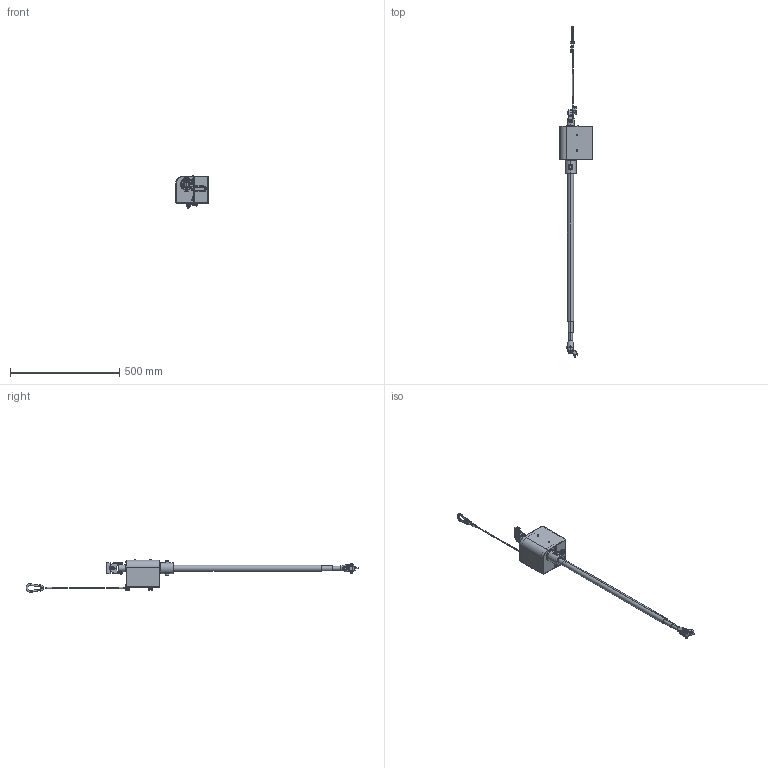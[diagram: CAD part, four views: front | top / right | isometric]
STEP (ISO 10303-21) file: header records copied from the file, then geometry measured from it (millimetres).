
FILE_DESCRIPTION((''),'2;1');
FILE_NAME('4390151675_ASM','2018-11-01T12:27:11',('INEEXTrab'),(''),'CREO PARAMETRIC BY PTC INC, 2018100','CREO PARAMETRIC BY PTC INC, 2018100','');
FILE_SCHEMA(('CONFIG_CONTROL_DESIGN'));
Products named in the file (45): 4390208510; 4390208520; 0211124700; 4390208536_ASM; 4390208527; 4390208529; 4390207629; 4390208528; 0215001105; 4390208530; 4390208502_ASM; 4390207603; 4390151401; 4390151003; 4390151404; 0196155291; 4390208531_ASM; 4390208515; TIMBLE; 1-1-SOLID1; 2-1-SOLID1; 4390207914_ASM; 4390208517_ASM; 4390207910; 0216132500; 4390208518_ASM; 4390151606; 4390208551_ASM; 4390151607_AF0; 4390208566_ASM; 4390151608_AF0; 4390208556_ASM; 4390151413; 4390151414; 0301232100; 0291110800; 0108119800; 4390208546_ASM; 4390208070; 4390208561 ...
Assembly tree (59 placements, depth 5):
  4390151675_ASM
    4390208502_ASM
      4390208536_ASM
        4390208510
        4390208520
        0211124700  x6
      4390208527
      4390208529
      4390207629
      4390208528
      0215001105  x8
      4390208530
    4390208531_ASM
      4390207603
      4390151401
      4390151003
      4390151404
      0196155291  x2
    4390208518_ASM
      4390208517_ASM
        4390208515
        TIMBLE
        4390207914_ASM
          1-1-SOLID1
          2-1-SOLID1
      4390207910
      0216132500
    4390208546_ASM
      4390208551_ASM
        4390151606
      4390208566_ASM
        4390151607_AF0
      4390208556_ASM
        4390151608_AF0
      4390151413
      4390151414
      0301232100
      0291110800
      0108119800
    4390208070  x2
    4390208561
    0215001101
    4390151487_ASM
      4390151416
      0196155291
      0211124800
Bounding box: 149 x 1522.01 x 149.42 mm (x, y, z)
Volume: 1015601.8 mm3; surface area: 738980.2 mm2
Topology: 58 solids, 107 shells, 3857 faces, 9633 edges, 5973 vertices
Faces by surface type: plane 1190, cylinder 1114, cone 562, torus 468, bspline 373, sphere 118, extrusion 21, revolution 11
Entity records: 289014 total; most frequent: CARTESIAN_POINT 204014, DIRECTION 17849, ORIENTED_EDGE 17331, EDGE_CURVE 8889, AXIS2_PLACEMENT_3D 7159, VERTEX_POINT 5573, EDGE_LOOP 3873, CIRCLE 3822
